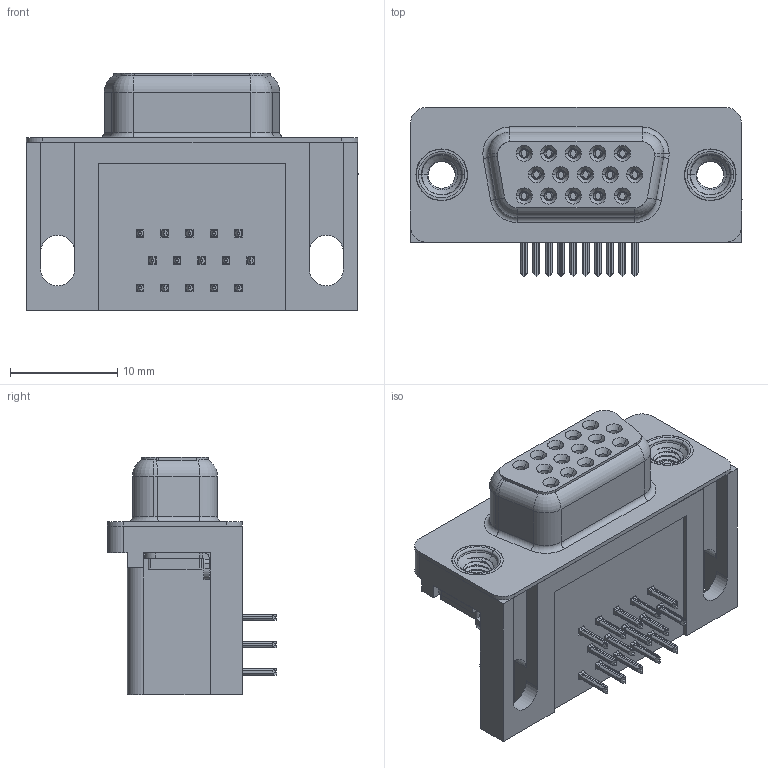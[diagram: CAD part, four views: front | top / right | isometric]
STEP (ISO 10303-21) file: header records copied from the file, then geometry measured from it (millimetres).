
FILE_DESCRIPTION (( 'STEP AP203' ), '1' );
FILE_NAME ('634-015-263-005.STEP', '2018-11-09T19:43:18', ( '' ), ( '' ), 'SwSTEP 2.0', 'SolidWorks 2016', '' );
FILE_SCHEMA (( 'CONFIG_CONTROL_DESIGN' ));
Length unit declared in the file: millimetre
Products named in the file (8): Non Board Mount; M3 Threaded Rivet; 634-015-263-005; 634 Housing; 634 Shell; Contact Bottom; Contact Middle; Contact Top
Assembly tree (21 placements, depth 2):
  634-015-263-005
    634 Housing
    634 Shell
    Contact Bottom  x5
    Contact Middle  x5
    Contact Top  x5
    Non Board Mount  x2
    M3 Threaded Rivet  x2
Bounding box: 30.89 x 15.73 x 22.1 mm (x, y, z)
Volume: 4500.4 mm3; surface area: 6281.5 mm2
Topology: 21 solids, 21 shells, 2417 faces, 6352 edges, 3994 vertices
Faces by surface type: plane 1066, cylinder 599, bspline 526, cone 188, torus 38
Entity records: 31423 total; most frequent: CARTESIAN_POINT 11127, ORIENTED_EDGE 4204, DIRECTION 3575, EDGE_CURVE 2102, VERTEX_POINT 1335, LINE 1267, VECTOR 1267, AXIS2_PLACEMENT_3D 1154
